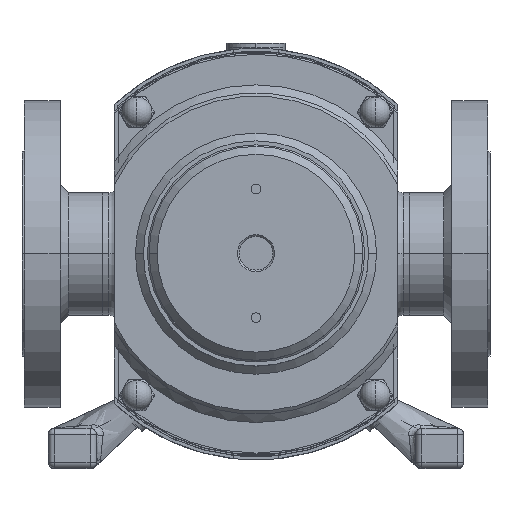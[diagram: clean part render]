
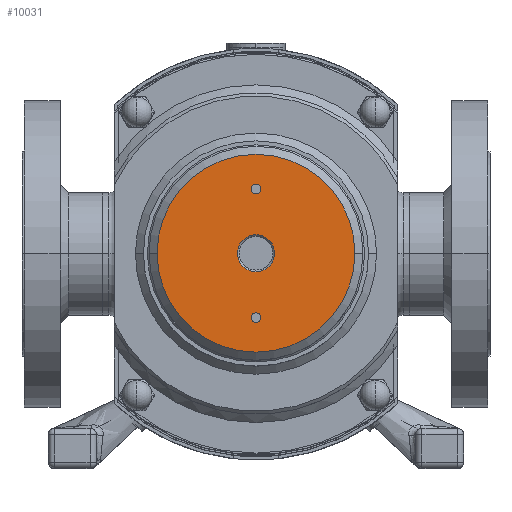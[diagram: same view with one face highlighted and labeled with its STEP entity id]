
A CAD part, top view. The second image highlights one B-rep face of the part: STEP entity #10031.
In plain terms, the highlighted planar face has unit normal (0, 0, 1).
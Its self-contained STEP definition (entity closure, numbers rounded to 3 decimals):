
#234 = CIRCLE ( 'NONE', #16552, 11.5 ) ;
#710 = CARTESIAN_POINT ( 'NONE',  ( 0., 0., 166.9 ) ) ;
#761 = CARTESIAN_POINT ( 'NONE',  ( -11.5, 0., 166.9 ) ) ;
#769 = DIRECTION ( 'NONE',  ( 1., 0., 0. ) ) ;
#1766 = CARTESIAN_POINT ( 'NONE',  ( 3., -40., 166.9 ) ) ;
#2085 = EDGE_CURVE ( 'NONE', #27590, #18372, #4462, .T. ) ;
#2110 = ORIENTED_EDGE ( 'NONE', *, *, #2672, .T. ) ;
#2564 = CARTESIAN_POINT ( 'NONE',  ( 0., 0., 166.9 ) ) ;
#2609 = CARTESIAN_POINT ( 'NONE',  ( 0., 40., 166.9 ) ) ;
#2672 = EDGE_CURVE ( 'NONE', #4485, #4856, #14560, .T. ) ;
#2729 = DIRECTION ( 'NONE',  ( 0., 0., -1. ) ) ;
#2761 = CARTESIAN_POINT ( 'NONE',  ( 0., 0., 166.9 ) ) ;
#3053 = EDGE_LOOP ( 'NONE', ( #11921, #28341 ) ) ;
#3306 = ORIENTED_EDGE ( 'NONE', *, *, #15820, .F. ) ;
#3692 = EDGE_LOOP ( 'NONE', ( #10522, #3306 ) ) ;
#3721 = FACE_BOUND ( 'NONE', #3692, .T. ) ;
#4462 = CIRCLE ( 'NONE', #25076, 61.5 ) ;
#4485 = VERTEX_POINT ( 'NONE', #761 ) ;
#4652 = CIRCLE ( 'NONE', #9452, 3. ) ;
#4856 = VERTEX_POINT ( 'NONE', #5386 ) ;
#5386 = CARTESIAN_POINT ( 'NONE',  ( 11.5, 0., 166.9 ) ) ;
#6131 = DIRECTION ( 'NONE',  ( 1., 0., 0. ) ) ;
#6398 = ORIENTED_EDGE ( 'NONE', *, *, #28947, .T. ) ;
#6783 = CARTESIAN_POINT ( 'NONE',  ( 0., 0., 166.9 ) ) ;
#6999 = EDGE_CURVE ( 'NONE', #18372, #27590, #19894, .T. ) ;
#7211 = CARTESIAN_POINT ( 'NONE',  ( -3., -40., 166.9 ) ) ;
#7676 = DIRECTION ( 'NONE',  ( 0., 0., 1. ) ) ;
#8298 = DIRECTION ( 'NONE',  ( 0., 0., 1. ) ) ;
#8357 = EDGE_CURVE ( 'NONE', #26632, #23202, #27634, .T. ) ;
#9073 = DIRECTION ( 'NONE',  ( 1., 0., 0. ) ) ;
#9317 = DIRECTION ( 'NONE',  ( 0., 0., 1. ) ) ;
#9429 = AXIS2_PLACEMENT_3D ( 'NONE', #27796, #7676, #769 ) ;
#9452 = AXIS2_PLACEMENT_3D ( 'NONE', #2609, #27082, #18063 ) ;
#10031 = ADVANCED_FACE ( 'NONE', ( #17523, #3721, #22172, #20058 ), #22019, .T. ) ;
#10522 = ORIENTED_EDGE ( 'NONE', *, *, #24704, .F. ) ;
#10693 = DIRECTION ( 'NONE',  ( 1., 0., 0. ) ) ;
#11921 = ORIENTED_EDGE ( 'NONE', *, *, #28774, .F. ) ;
#12205 = CARTESIAN_POINT ( 'NONE',  ( 61.5, 0., 166.9 ) ) ;
#12342 = AXIS2_PLACEMENT_3D ( 'NONE', #17372, #24582, #6131 ) ;
#12938 = CARTESIAN_POINT ( 'NONE',  ( 0., 40., 166.9 ) ) ;
#13883 = DIRECTION ( 'NONE',  ( 0., 0., 1. ) ) ;
#14482 = AXIS2_PLACEMENT_3D ( 'NONE', #12938, #8298, #10693 ) ;
#14560 = CIRCLE ( 'NONE', #23677, 11.5 ) ;
#14749 = CARTESIAN_POINT ( 'NONE',  ( 3., 40., 166.9 ) ) ;
#15820 = EDGE_CURVE ( 'NONE', #17085, #17880, #4652, .T. ) ;
#16103 = EDGE_LOOP ( 'NONE', ( #6398, #2110 ) ) ;
#16552 = AXIS2_PLACEMENT_3D ( 'NONE', #6783, #2729, #23290 ) ;
#17085 = VERTEX_POINT ( 'NONE', #20991 ) ;
#17372 = CARTESIAN_POINT ( 'NONE',  ( 0., 0., 166.9 ) ) ;
#17379 = ORIENTED_EDGE ( 'NONE', *, *, #6999, .T. ) ;
#17523 = FACE_OUTER_BOUND ( 'NONE', #24941, .T. ) ;
#17880 = VERTEX_POINT ( 'NONE', #14749 ) ;
#18063 = DIRECTION ( 'NONE',  ( 1., 0., 0. ) ) ;
#18372 = VERTEX_POINT ( 'NONE', #29138 ) ;
#19394 = AXIS2_PLACEMENT_3D ( 'NONE', #21778, #13883, #23213 ) ;
#19767 = ORIENTED_EDGE ( 'NONE', *, *, #2085, .T. ) ;
#19894 = CIRCLE ( 'NONE', #28534, 61.5 ) ;
#20058 = FACE_BOUND ( 'NONE', #16103, .T. ) ;
#20760 = DIRECTION ( 'NONE',  ( 0., 0., 1. ) ) ;
#20991 = CARTESIAN_POINT ( 'NONE',  ( -3., 40., 166.9 ) ) ;
#21778 = CARTESIAN_POINT ( 'NONE',  ( 0., -40., 166.9 ) ) ;
#22019 = PLANE ( 'NONE',  #12342 ) ;
#22172 = FACE_BOUND ( 'NONE', #3053, .T. ) ;
#23202 = VERTEX_POINT ( 'NONE', #1766 ) ;
#23213 = DIRECTION ( 'NONE',  ( 1., 0., 0. ) ) ;
#23290 = DIRECTION ( 'NONE',  ( 1., 0., 0. ) ) ;
#23677 = AXIS2_PLACEMENT_3D ( 'NONE', #710, #23680, #25940 ) ;
#23680 = DIRECTION ( 'NONE',  ( 0., 0., -1. ) ) ;
#24582 = DIRECTION ( 'NONE',  ( 0., 0., 1. ) ) ;
#24693 = CIRCLE ( 'NONE', #19394, 3. ) ;
#24704 = EDGE_CURVE ( 'NONE', #17880, #17085, #27434, .T. ) ;
#24941 = EDGE_LOOP ( 'NONE', ( #17379, #19767 ) ) ;
#25076 = AXIS2_PLACEMENT_3D ( 'NONE', #2564, #9317, #27176 ) ;
#25940 = DIRECTION ( 'NONE',  ( 1., 0., 0. ) ) ;
#26632 = VERTEX_POINT ( 'NONE', #7211 ) ;
#27082 = DIRECTION ( 'NONE',  ( 0., 0., 1. ) ) ;
#27176 = DIRECTION ( 'NONE',  ( 1., 0., 0. ) ) ;
#27434 = CIRCLE ( 'NONE', #14482, 3. ) ;
#27590 = VERTEX_POINT ( 'NONE', #12205 ) ;
#27634 = CIRCLE ( 'NONE', #9429, 3. ) ;
#27796 = CARTESIAN_POINT ( 'NONE',  ( 0., -40., 166.9 ) ) ;
#28341 = ORIENTED_EDGE ( 'NONE', *, *, #8357, .F. ) ;
#28534 = AXIS2_PLACEMENT_3D ( 'NONE', #2761, #20760, #9073 ) ;
#28774 = EDGE_CURVE ( 'NONE', #23202, #26632, #24693, .T. ) ;
#28947 = EDGE_CURVE ( 'NONE', #4856, #4485, #234, .T. ) ;
#29138 = CARTESIAN_POINT ( 'NONE',  ( -61.5, 0., 166.9 ) ) ;
